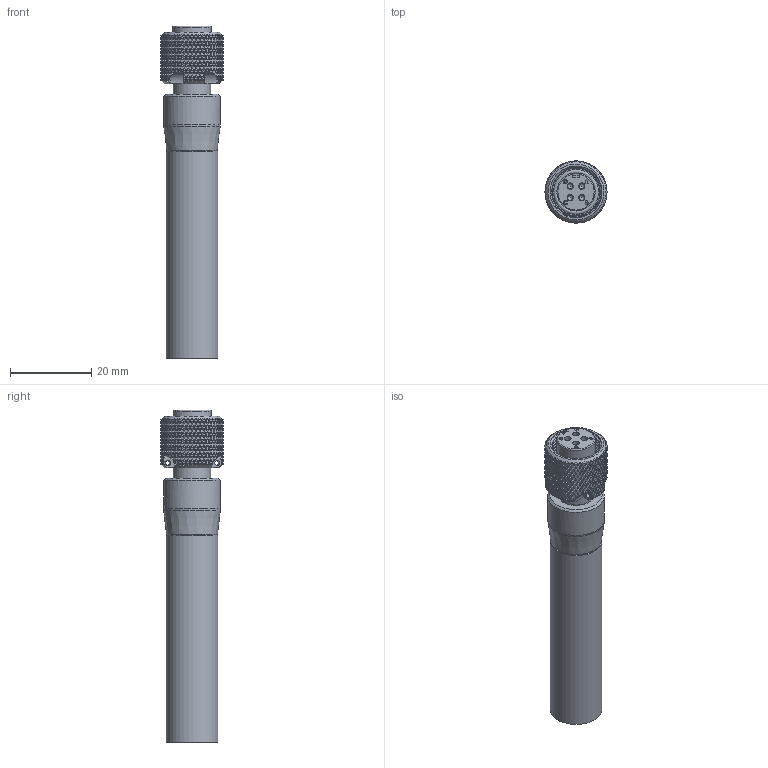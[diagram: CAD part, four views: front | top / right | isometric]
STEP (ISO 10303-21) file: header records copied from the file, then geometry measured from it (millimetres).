
FILE_DESCRIPTION(/* description */ (''),/* implementation_level */ '2;1');
FILE_NAME(/* name */ 'J4L.stp',/* time_stamp */ '2021-06-08T09:51:18-04:00',/* author */ ('lcup'),/* organization */ (''),/* preprocessor_version */ 'ST-DEVELOPER v18',/* originating_system */ 'Autodesk Inventor 2020',/* authorisation */ '');
FILE_SCHEMA (('AUTOMOTIVE_DESIGN { 1 0 10303 214 3 1 1 }'));
Length unit declared in the file: inch
Products named in the file (8): J4L; CBP10666; CBP10163; CBP10557; CBP11069; CBP10663; CBP10187; CBA10088
Assembly tree (10 placements, depth 2):
  J4L
    CBP10666
    CBP10163
    CBP10557  x4
    CBP11069
    CBP10663
    CBP10187
    CBA10088
Bounding box: 15.24 x 15.24 x 81.57 mm (x, y, z)
Volume: 8593.2 mm3; surface area: 15390.8 mm2
Topology: 12 solids, 12 shells, 2300 faces, 6862 edges, 4605 vertices
Faces by surface type: bspline 1435, cylinder 703, plane 112, cone 44, torus 6
Full cylindrical faces by diameter (mm): 0.74 x8, 1.25 x8, 1.27 x2, 1.6 x2, 1.803 x4, 1.854 x4, 1.981 x8, 2.591 x4, 5.08 x1, 6.35 x1, 7.366 x1, 7.874 x2, 8.103 x1, 8.128 x1, 8.382 x1, 9.144 x1, 9.423 x2, 9.677 x1, 10.795 x1, 11.176 x2, 12.7 x2, 13.97 x1
Entity records: 110086 total; most frequent: CARTESIAN_POINT 63094, ORIENTED_EDGE 13394, EDGE_CURVE 6697, B_SPLINE_CURVE_WITH_KNOTS 6090, VERTEX_POINT 4486, DIRECTION 2597, EDGE_LOOP 2303, FACE_OUTER_BOUND 2249
